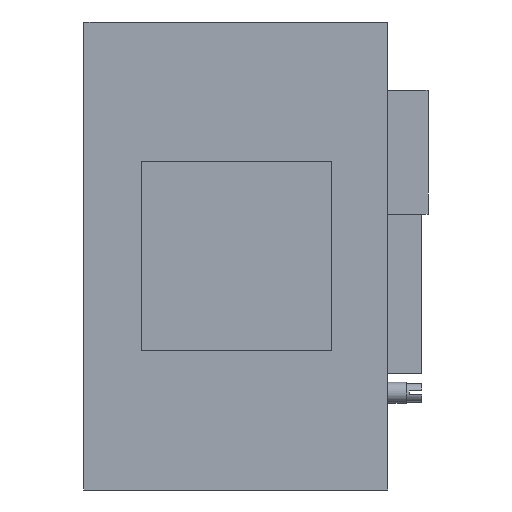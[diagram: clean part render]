
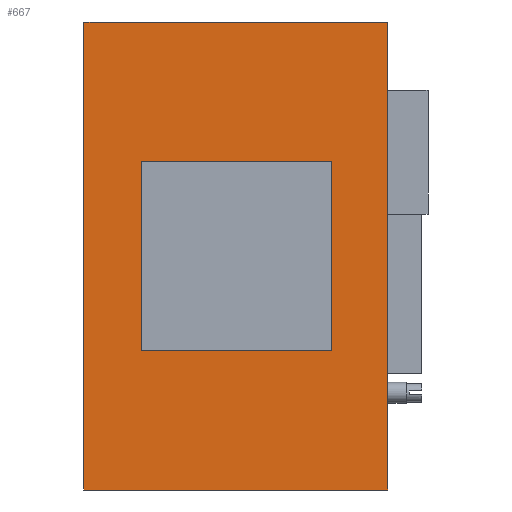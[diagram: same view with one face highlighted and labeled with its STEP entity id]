
A CAD part, front view. The second image highlights one B-rep face of the part: STEP entity #667.
In plain terms, the highlighted planar face has unit normal (0, -1, 0).
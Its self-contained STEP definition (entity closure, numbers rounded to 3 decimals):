
#1 = LINE ( 'NONE', #455, #1425 ) ;
#13 = VECTOR ( 'NONE', #1468, 1000. ) ;
#51 = ORIENTED_EDGE ( 'NONE', *, *, #656, .F. ) ;
#68 = EDGE_LOOP ( 'NONE', ( #1453, #354, #365, #732 ) ) ;
#90 = DIRECTION ( 'NONE',  ( -1., 0., 0. ) ) ;
#109 = CARTESIAN_POINT ( 'NONE',  ( -49., 0., 75.5 ) ) ;
#181 = VECTOR ( 'NONE', #1325, 1000. ) ;
#200 = EDGE_CURVE ( 'NONE', #1241, #705, #661, .T. ) ;
#205 = VECTOR ( 'NONE', #316, 1000. ) ;
#213 = EDGE_CURVE ( 'NONE', #379, #1034, #1003, .T. ) ;
#227 = VERTEX_POINT ( 'NONE', #786 ) ;
#238 = CARTESIAN_POINT ( 'NONE',  ( 0., 0., 0. ) ) ;
#316 = DIRECTION ( 'NONE',  ( 1., 0., 0. ) ) ;
#340 = EDGE_CURVE ( 'NONE', #1349, #379, #403, .T. ) ;
#346 = FACE_OUTER_BOUND ( 'NONE', #788, .T. ) ;
#354 = ORIENTED_EDGE ( 'NONE', *, *, #213, .F. ) ;
#360 = EDGE_CURVE ( 'NONE', #1034, #627, #526, .T. ) ;
#365 = ORIENTED_EDGE ( 'NONE', *, *, #340, .F. ) ;
#379 = VERTEX_POINT ( 'NONE', #643 ) ;
#403 = LINE ( 'NONE', #864, #181 ) ;
#431 = DIRECTION ( 'NONE',  ( -1., 0., 0. ) ) ;
#455 = CARTESIAN_POINT ( 'NONE',  ( 49., 0., -75.5 ) ) ;
#526 = LINE ( 'NONE', #984, #754 ) ;
#554 = LINE ( 'NONE', #1009, #13 ) ;
#568 = DIRECTION ( 'NONE',  ( 1., 0., 0. ) ) ;
#581 = ORIENTED_EDGE ( 'NONE', *, *, #200, .F. ) ;
#591 = CARTESIAN_POINT ( 'NONE',  ( 49., 0., -75.5 ) ) ;
#607 = EDGE_CURVE ( 'NONE', #705, #741, #554, .T. ) ;
#617 = CARTESIAN_POINT ( 'NONE',  ( 31., 0., -30.5 ) ) ;
#627 = VERTEX_POINT ( 'NONE', #1477 ) ;
#643 = CARTESIAN_POINT ( 'NONE',  ( 31., 0., 30.5 ) ) ;
#645 = VECTOR ( 'NONE', #568, 1000. ) ;
#656 = EDGE_CURVE ( 'NONE', #227, #1241, #1, .T. ) ;
#661 = LINE ( 'NONE', #1113, #1042 ) ;
#667 = ADVANCED_FACE ( 'NONE', ( #346, #810 ), #1263, .F. ) ;
#693 = DIRECTION ( 'NONE',  ( 0., 1., 0. ) ) ;
#705 = VERTEX_POINT ( 'NONE', #1150 ) ;
#732 = ORIENTED_EDGE ( 'NONE', *, *, #1084, .F. ) ;
#741 = VERTEX_POINT ( 'NONE', #830 ) ;
#754 = VECTOR ( 'NONE', #1442, 1000. ) ;
#778 = AXIS2_PLACEMENT_3D ( 'NONE', #238, #693, #1142 ) ;
#786 = CARTESIAN_POINT ( 'NONE',  ( 49., 0., 75.5 ) ) ;
#788 = EDGE_LOOP ( 'NONE', ( #848, #581, #51, #1108 ) ) ;
#810 = FACE_BOUND ( 'NONE', #68, .T. ) ;
#830 = CARTESIAN_POINT ( 'NONE',  ( -49., 0., 75.5 ) ) ;
#848 = ORIENTED_EDGE ( 'NONE', *, *, #607, .F. ) ;
#864 = CARTESIAN_POINT ( 'NONE',  ( 31., 0., 30.5 ) ) ;
#886 = LINE ( 'NONE', #1348, #205 ) ;
#919 = DIRECTION ( 'NONE',  ( 0., 0., -1. ) ) ;
#984 = CARTESIAN_POINT ( 'NONE',  ( -30.4, 0., -30.5 ) ) ;
#1003 = LINE ( 'NONE', #1462, #1306 ) ;
#1009 = CARTESIAN_POINT ( 'NONE',  ( -49., 0., -75.5 ) ) ;
#1034 = VERTEX_POINT ( 'NONE', #1441 ) ;
#1042 = VECTOR ( 'NONE', #90, 1000. ) ;
#1084 = EDGE_CURVE ( 'NONE', #627, #1349, #886, .T. ) ;
#1108 = ORIENTED_EDGE ( 'NONE', *, *, #1160, .F. ) ;
#1113 = CARTESIAN_POINT ( 'NONE',  ( -49., 0., -75.5 ) ) ;
#1130 = LINE ( 'NONE', #109, #645 ) ;
#1142 = DIRECTION ( 'NONE',  ( 0., 0., 1. ) ) ;
#1150 = CARTESIAN_POINT ( 'NONE',  ( -49., 0., -75.5 ) ) ;
#1160 = EDGE_CURVE ( 'NONE', #741, #227, #1130, .T. ) ;
#1241 = VERTEX_POINT ( 'NONE', #591 ) ;
#1263 = PLANE ( 'NONE',  #778 ) ;
#1306 = VECTOR ( 'NONE', #431, 1000. ) ;
#1325 = DIRECTION ( 'NONE',  ( 0., 0., 1. ) ) ;
#1348 = CARTESIAN_POINT ( 'NONE',  ( 31., 0., -30.5 ) ) ;
#1349 = VERTEX_POINT ( 'NONE', #617 ) ;
#1425 = VECTOR ( 'NONE', #919, 1000. ) ;
#1441 = CARTESIAN_POINT ( 'NONE',  ( -30.4, 0., 30.5 ) ) ;
#1442 = DIRECTION ( 'NONE',  ( 0., 0., -1. ) ) ;
#1453 = ORIENTED_EDGE ( 'NONE', *, *, #360, .F. ) ;
#1462 = CARTESIAN_POINT ( 'NONE',  ( 31., 0., 30.5 ) ) ;
#1468 = DIRECTION ( 'NONE',  ( 0., 0., 1. ) ) ;
#1477 = CARTESIAN_POINT ( 'NONE',  ( -30.4, 0., -30.5 ) ) ;
